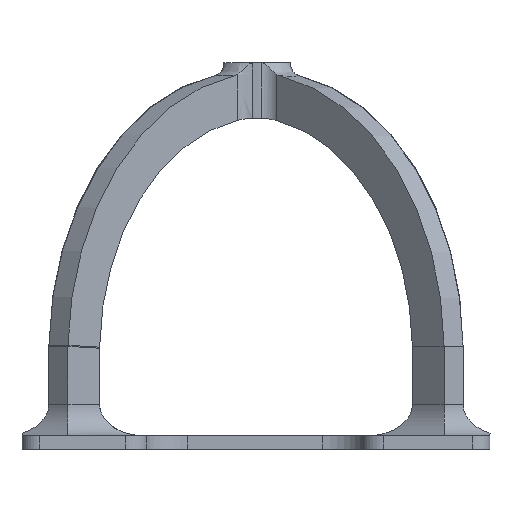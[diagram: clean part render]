
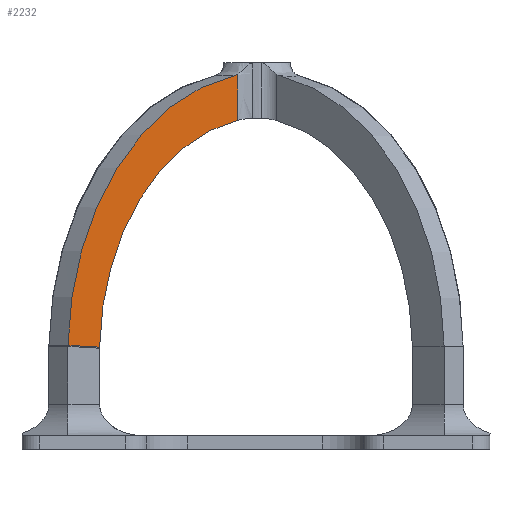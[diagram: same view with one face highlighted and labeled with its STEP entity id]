
A CAD part, front view. The second image highlights one B-rep face of the part: STEP entity #2232.
In plain terms, the highlighted planar face has unit normal (0.707, -0.707, -0.006).
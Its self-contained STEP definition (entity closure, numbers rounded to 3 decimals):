
#63=B_SPLINE_CURVE_WITH_KNOTS('',3,(#4143,#4144,#4145,#4146,#4147,#4148),
 .UNSPECIFIED.,.F.,.F.,(4,2,4),(0.,0.061,0.122),
 .UNSPECIFIED.);
#65=B_SPLINE_CURVE_WITH_KNOTS('',3,(#4220,#4221,#4222,#4223),
 .UNSPECIFIED.,.F.,.F.,(4,4),(-6.472,-5.458),
 .UNSPECIFIED.);
#156=PLANE('',#2464);
#277=FACE_OUTER_BOUND('',#414,.T.);
#414=EDGE_LOOP('',(#1999,#2000,#2001,#2002,#2003,#2004));
#580=LINE('',#4219,#755);
#592=LINE('',#4669,#767);
#755=VECTOR('',#3019,10.);
#767=VECTOR('',#3057,10.);
#849=CIRCLE('',#2435,52.339);
#856=CIRCLE('',#2451,62.337);
#1030=VERTEX_POINT('',#3735);
#1031=VERTEX_POINT('',#3750);
#1048=VERTEX_POINT('',#4136);
#1049=VERTEX_POINT('',#4142);
#1051=VERTEX_POINT('',#4175);
#1052=VERTEX_POINT('',#4218);
#1321=EDGE_CURVE('',#1030,#1031,#849,.T.);
#1354=EDGE_CURVE('',#1049,#1048,#63,.F.);
#1358=EDGE_CURVE('',#1048,#1051,#856,.T.);
#1359=EDGE_CURVE('',#1049,#1052,#580,.F.);
#1360=EDGE_CURVE('',#1052,#1030,#65,.T.);
#1390=EDGE_CURVE('',#1031,#1051,#592,.T.);
#1999=ORIENTED_EDGE('',*,*,#1360,.F.);
#2000=ORIENTED_EDGE('',*,*,#1359,.F.);
#2001=ORIENTED_EDGE('',*,*,#1354,.T.);
#2002=ORIENTED_EDGE('',*,*,#1358,.T.);
#2003=ORIENTED_EDGE('',*,*,#1390,.F.);
#2004=ORIENTED_EDGE('',*,*,#1321,.F.);
#2232=ADVANCED_FACE('',(#277),#156,.T.);
#2435=AXIS2_PLACEMENT_3D('',#3751,#2971,#2972);
#2451=AXIS2_PLACEMENT_3D('',#4177,#3017,#3018);
#2464=AXIS2_PLACEMENT_3D('',#4668,#3055,#3056);
#2971=DIRECTION('center_axis',(0.707,-0.707,-0.006));
#2972=DIRECTION('ref_axis',(-0.707,-0.707,0.018));
#3017=DIRECTION('center_axis',(0.707,-0.707,-0.006));
#3018=DIRECTION('ref_axis',(0.707,0.707,0.019));
#3019=DIRECTION('',(0.008,-0.001,1.));
#3055=DIRECTION('center_axis',(0.707,-0.707,-0.006));
#3056=DIRECTION('ref_axis',(-0.009,0.,
-1.));
#3057=DIRECTION('',(-0.706,-0.707,0.04));
#3735=CARTESIAN_POINT('',(-16.304,41.102,194.952));
#3750=CARTESIAN_POINT('',(-47.048,10.818,144.355));
#3751=CARTESIAN_POINT('Origin',(-10.048,47.825,143.425));
#4136=CARTESIAN_POINT('',(-17.041,40.275,204.907));
#4142=CARTESIAN_POINT('',(-16.221,41.091,205.271));
#4143=CARTESIAN_POINT('Ctrl Pts',(-17.04,40.275,204.907));
#4144=CARTESIAN_POINT('Ctrl Pts',(-16.899,40.416,204.94));
#4145=CARTESIAN_POINT('Ctrl Pts',(-16.76,40.554,204.987));
#4146=CARTESIAN_POINT('Ctrl Pts',(-16.486,40.827,205.109));
#4147=CARTESIAN_POINT('Ctrl Pts',(-16.351,40.961,205.184));
#4148=CARTESIAN_POINT('Ctrl Pts',(-16.221,41.091,205.271));
#4175=CARTESIAN_POINT('',(-54.111,3.751,144.755));
#4177=CARTESIAN_POINT('Origin',(-10.048,47.825,143.425));
#4218=CARTESIAN_POINT('',(-16.222,41.091,205.089));
#4219=CARTESIAN_POINT('',(-16.222,41.091,205.089));
#4220=CARTESIAN_POINT('Ctrl Pts',(-16.222,41.091,205.089));
#4221=CARTESIAN_POINT('Ctrl Pts',(-16.25,41.095,201.71));
#4222=CARTESIAN_POINT('Ctrl Pts',(-16.277,41.098,198.331));
#4223=CARTESIAN_POINT('Ctrl Pts',(-16.304,41.102,194.952));
#4668=CARTESIAN_POINT('Origin',(26.957,84.82,144.594));
#4669=CARTESIAN_POINT('',(-47.048,10.818,144.355));
